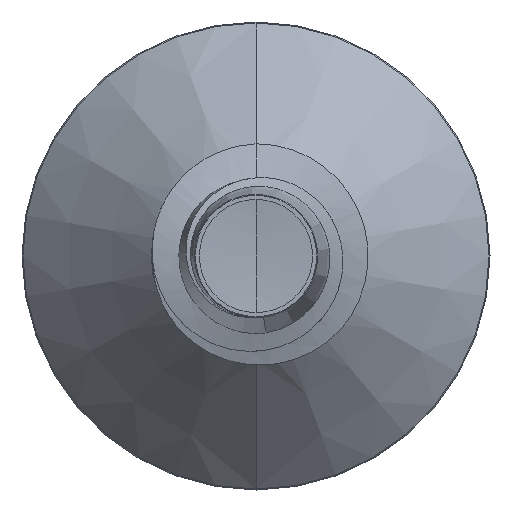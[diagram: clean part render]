
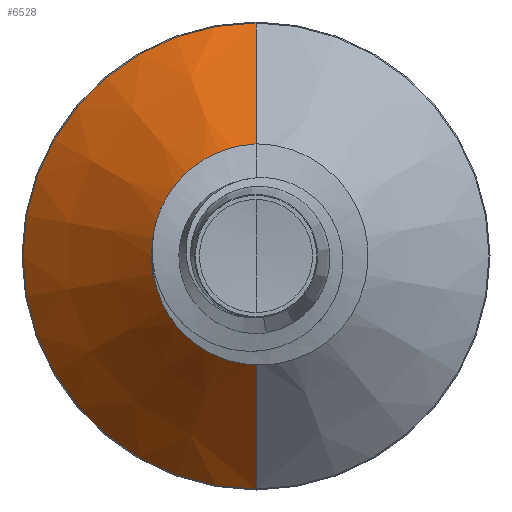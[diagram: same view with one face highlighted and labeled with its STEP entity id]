
A CAD part, front view. The second image highlights one B-rep face of the part: STEP entity #6528.
In plain terms, the highlighted conical face has half-angle 45 degrees and reference radius 1.633 mm.
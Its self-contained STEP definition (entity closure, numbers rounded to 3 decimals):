
#401 = CIRCLE ( 'NONE', #6500, 3.635 ) ;
#1836 = VERTEX_POINT ( 'NONE', #3468 ) ;
#2019 = VERTEX_POINT ( 'NONE', #2926 ) ;
#2045 = EDGE_CURVE ( 'NONE', #5227, #2019, #401, .T. ) ;
#2307 = VECTOR ( 'NONE', #3353, 1000. ) ;
#2644 = CARTESIAN_POINT ( 'NONE',  ( 0., 1.332, 1.632 ) ) ;
#2686 = CONICAL_SURFACE ( 'NONE', #6700, 1.632, 0.785 ) ;
#2690 = DIRECTION ( 'NONE',  ( 0., 0., 1. ) ) ;
#2699 = DIRECTION ( 'NONE',  ( 0., 1., 0. ) ) ;
#2709 = CARTESIAN_POINT ( 'NONE',  ( 0., 3.335, 0. ) ) ;
#2772 = ORIENTED_EDGE ( 'NONE', *, *, #6744, .T. ) ;
#2926 = CARTESIAN_POINT ( 'NONE',  ( 0., 3.335, 3.635 ) ) ;
#2961 = DIRECTION ( 'NONE',  ( 0., 0.707, 0.707 ) ) ;
#3092 = EDGE_LOOP ( 'NONE', ( #5763, #2772, #6398, #4055 ) ) ;
#3353 = DIRECTION ( 'NONE',  ( 0., 0.707, -0.707 ) ) ;
#3356 = CARTESIAN_POINT ( 'NONE',  ( 0., 1.332, -1.632 ) ) ;
#3468 = CARTESIAN_POINT ( 'NONE',  ( 0., 1.332, 1.632 ) ) ;
#3568 = LINE ( 'NONE', #2644, #7123 ) ;
#3844 = AXIS2_PLACEMENT_3D ( 'NONE', #4148, #4145, #4141 ) ;
#3881 = CIRCLE ( 'NONE', #3844, 1.632 ) ;
#3918 = FACE_OUTER_BOUND ( 'NONE', #3092, .T. ) ;
#3980 = EDGE_CURVE ( 'NONE', #4613, #5227, #5211, .T. ) ;
#4055 = ORIENTED_EDGE ( 'NONE', *, *, #2045, .F. ) ;
#4141 = DIRECTION ( 'NONE',  ( 0., 0., 1. ) ) ;
#4145 = DIRECTION ( 'NONE',  ( 0., 1., 0. ) ) ;
#4148 = CARTESIAN_POINT ( 'NONE',  ( 0., 1.332, 0. ) ) ;
#4338 = EDGE_CURVE ( 'NONE', #1836, #2019, #3568, .T. ) ;
#4613 = VERTEX_POINT ( 'NONE', #5886 ) ;
#5073 = CARTESIAN_POINT ( 'NONE',  ( 0., 3.335, -3.635 ) ) ;
#5211 = LINE ( 'NONE', #3356, #2307 ) ;
#5227 = VERTEX_POINT ( 'NONE', #5073 ) ;
#5763 = ORIENTED_EDGE ( 'NONE', *, *, #3980, .F. ) ;
#5886 = CARTESIAN_POINT ( 'NONE',  ( 0., 1.332, -1.632 ) ) ;
#6398 = ORIENTED_EDGE ( 'NONE', *, *, #4338, .T. ) ;
#6500 = AXIS2_PLACEMENT_3D ( 'NONE', #2709, #2699, #2690 ) ;
#6528 = ADVANCED_FACE ( 'NONE', ( #3918 ), #2686, .T. ) ;
#6700 = AXIS2_PLACEMENT_3D ( 'NONE', #6973, #7100, #6942 ) ;
#6744 = EDGE_CURVE ( 'NONE', #4613, #1836, #3881, .T. ) ;
#6942 = DIRECTION ( 'NONE',  ( 0., 0., 1. ) ) ;
#6973 = CARTESIAN_POINT ( 'NONE',  ( 0., 1.332, 0. ) ) ;
#7100 = DIRECTION ( 'NONE',  ( 0., 1., 0. ) ) ;
#7123 = VECTOR ( 'NONE', #2961, 1000. ) ;
